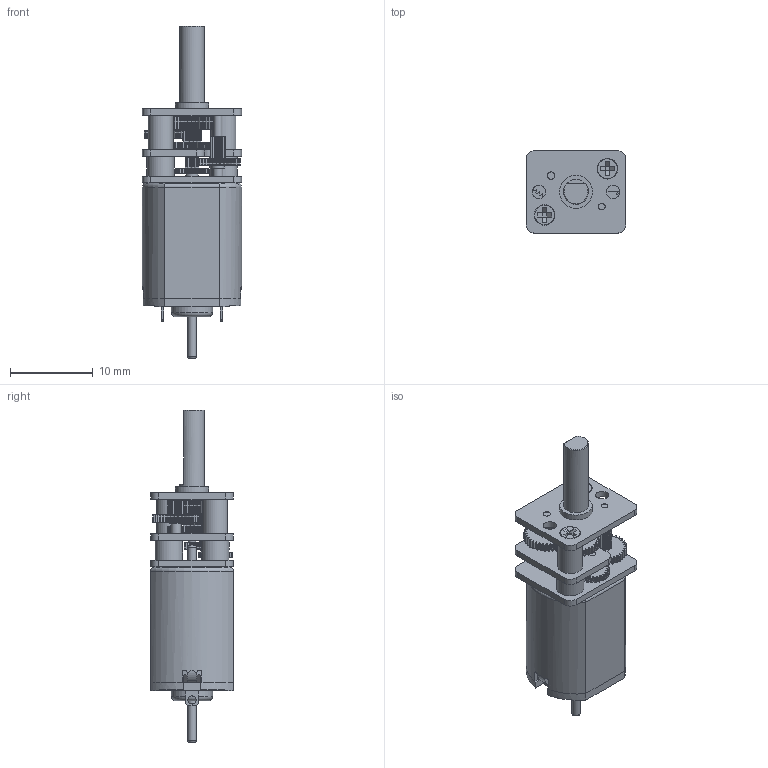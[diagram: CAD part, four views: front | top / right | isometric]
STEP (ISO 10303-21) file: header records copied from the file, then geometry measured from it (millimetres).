
FILE_DESCRIPTION (( 'STEP AP214' ), '1' );
FILE_NAME ('mmgm-backshaft.STEP', '2015-10-10T00:09:19', ( '' ), ( '' ), 'SwSTEP 2.0', 'SolidWorks 2015', '' );
FILE_SCHEMA (( 'AUTOMOTIVE_DESIGN' ));
Length unit declared in the file: millimetre
Products named in the file (1): mmgm-backshaft
Bounding box: 12 x 10 x 40.2 mm (x, y, z)
Volume: 2118.8 mm3; surface area: 2209.4 mm2
Topology: 1 solids, 5 shells, 2045 faces, 6182 edges, 4204 vertices
Faces by surface type: cylinder 1019, plane 723, bspline 294, torus 5, cone 4
Full cylindrical faces by diameter (mm): 0.78 x1, 0.8 x3, 0.9 x3, 1 x5, 1.1 x3, 1.2 x4, 1.4 x2, 1.45 x2, 1.5 x2, 1.6 x5, 2 x5, 2.4 x4, 3 x4, 3.3 x2, 4 x2, 5 x2
Entity records: 107341 total; most frequent: CARTESIAN_POINT 37982, ORIENTED_EDGE 12200, DIRECTION 6144, EDGE_CURVE 6100, VERTEX_POINT 4181, B_SPLINE_CURVE_WITH_KNOTS 4179, AXIS2_PLACEMENT_3D 2479, EDGE_LOOP 2203
